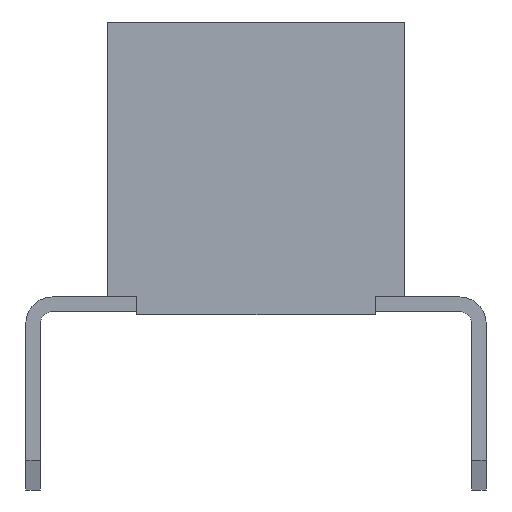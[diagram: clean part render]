
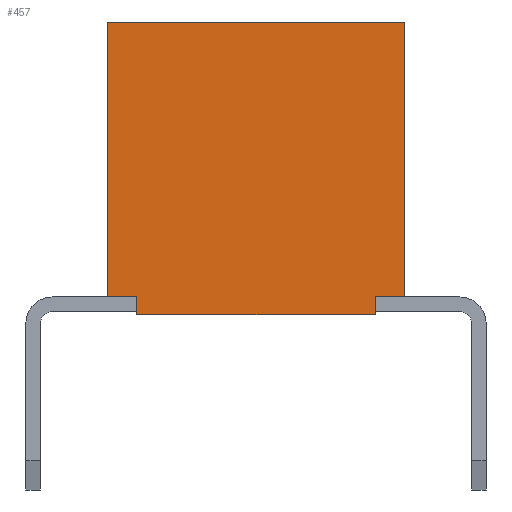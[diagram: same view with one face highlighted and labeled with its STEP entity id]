
A CAD part, left-side view. The second image highlights one B-rep face of the part: STEP entity #457.
In plain terms, the highlighted planar face has unit normal (-1, 0, 0).
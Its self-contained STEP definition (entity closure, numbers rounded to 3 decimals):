
#457=ADVANCED_FACE('',(#2168),#1368,.T.);
#1368=PLANE('',#17872);
#2168=FACE_OUTER_BOUND('',#3144,.T.);
#3144=EDGE_LOOP('',(#4794,#4795,#4796,#4797,#4798,#4799,#4800,#4801));
#4794=ORIENTED_EDGE('',*,*,#11411,.T.);
#4795=ORIENTED_EDGE('',*,*,#11409,.T.);
#4796=ORIENTED_EDGE('',*,*,#11434,.F.);
#4797=ORIENTED_EDGE('',*,*,#11061,.T.);
#4798=ORIENTED_EDGE('',*,*,#11435,.T.);
#4799=ORIENTED_EDGE('',*,*,#11436,.T.);
#4800=ORIENTED_EDGE('',*,*,#11437,.F.);
#4801=ORIENTED_EDGE('',*,*,#11057,.T.);
#9457=VERTEX_POINT('',#24307);
#9458=VERTEX_POINT('',#24309);
#9461=VERTEX_POINT('',#24315);
#9462=VERTEX_POINT('',#24317);
#9807=VERTEX_POINT('',#25008);
#9809=VERTEX_POINT('',#25012);
#9810=VERTEX_POINT('',#25042);
#9811=VERTEX_POINT('',#25044);
#11057=EDGE_CURVE('',#9458,#9457,#13589,.T.);
#11061=EDGE_CURVE('',#9462,#9461,#13593,.T.);
#11409=EDGE_CURVE('',#9807,#9809,#13941,.T.);
#11411=EDGE_CURVE('',#9457,#9807,#13943,.T.);
#11434=EDGE_CURVE('',#9462,#9809,#13966,.T.);
#11435=EDGE_CURVE('',#9461,#9810,#13967,.T.);
#11436=EDGE_CURVE('',#9810,#9811,#13968,.T.);
#11437=EDGE_CURVE('',#9458,#9811,#13969,.T.);
#13589=LINE('',#24308,#15899);
#13593=LINE('',#24316,#15903);
#13941=LINE('',#25013,#16251);
#13943=LINE('',#25016,#16253);
#13966=LINE('',#25040,#16276);
#13967=LINE('',#25041,#16277);
#13968=LINE('',#25043,#16278);
#13969=LINE('',#25045,#16279);
#15899=VECTOR('',#19389,1.);
#15903=VECTOR('',#19393,1.);
#16251=VECTOR('',#19743,1.);
#16253=VECTOR('',#19747,1.);
#16276=VECTOR('',#19772,1.);
#16277=VECTOR('',#19773,1.);
#16278=VECTOR('',#19774,1.);
#16279=VECTOR('',#19775,1.);
#17872=AXIS2_PLACEMENT_3D('',#25046,#19776,#19777);
#19389=DIRECTION('',(0.,-1.,0.));
#19393=DIRECTION('',(0.,-1.,0.));
#19743=DIRECTION('',(0.,1.,0.));
#19747=DIRECTION('',(0.,0.,1.));
#19772=DIRECTION('',(0.,0.,1.));
#19773=DIRECTION('',(0.,0.,-1.));
#19774=DIRECTION('',(0.,-1.,0.));
#19775=DIRECTION('',(0.,0.,-1.));
#19776=DIRECTION('',(-1.,0.,0.));
#19777=DIRECTION('',(0.,0.,1.));
#24307=CARTESIAN_POINT('',(0.,0.,0.));
#24308=CARTESIAN_POINT('',(0.,2.54,0.));
#24309=CARTESIAN_POINT('',(0.,0.5,0.));
#24315=CARTESIAN_POINT('',(0.,4.58,0.));
#24316=CARTESIAN_POINT('',(0.,2.54,0.));
#24317=CARTESIAN_POINT('',(0.,5.08,0.));
#25008=CARTESIAN_POINT('',(0.,0.,4.7));
#25012=CARTESIAN_POINT('',(0.,5.08,4.7));
#25013=CARTESIAN_POINT('',(0.,2.54,4.7));
#25016=CARTESIAN_POINT('',(0.,0.,0.));
#25040=CARTESIAN_POINT('',(0.,5.08,0.));
#25041=CARTESIAN_POINT('',(0.,4.58,-0.3));
#25042=CARTESIAN_POINT('',(0.,4.58,-0.3));
#25043=CARTESIAN_POINT('',(0.,4.58,-0.3));
#25044=CARTESIAN_POINT('',(0.,0.5,-0.3));
#25045=CARTESIAN_POINT('',(0.,0.5,-0.3));
#25046=CARTESIAN_POINT('',(0.,2.54,0.));
